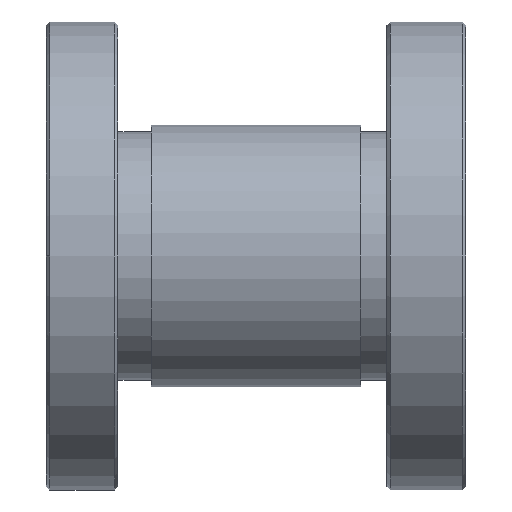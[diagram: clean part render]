
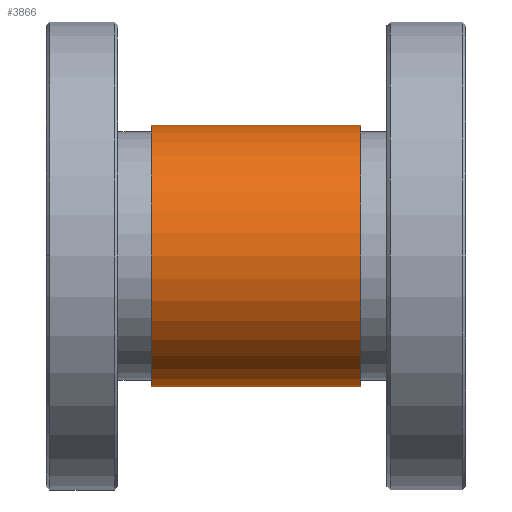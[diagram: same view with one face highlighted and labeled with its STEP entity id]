
A CAD part, left-side view. The second image highlights one B-rep face of the part: STEP entity #3866.
In plain terms, the highlighted cylindrical face has radius 31.75 mm (diameter 63.5 mm), a partial arc.
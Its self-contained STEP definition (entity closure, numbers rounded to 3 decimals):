
#6 = DIRECTION ( 'NONE',  ( 0., 0., 1. ) ) ;
#46 = AXIS2_PLACEMENT_3D ( 'NONE', #1330, #4096, #6 ) ;
#442 = CARTESIAN_POINT ( 'NONE',  ( 0., -19.841, 31.75 ) ) ;
#768 = CARTESIAN_POINT ( 'NONE',  ( 0., 30.959, 0. ) ) ;
#881 = VERTEX_POINT ( 'NONE', #3056 ) ;
#960 = AXIS2_PLACEMENT_3D ( 'NONE', #768, #3590, #1212 ) ;
#990 = CARTESIAN_POINT ( 'NONE',  ( 0., 30.959, -31.75 ) ) ;
#1031 = CIRCLE ( 'NONE', #5108, 31.75 ) ;
#1178 = LINE ( 'NONE', #4725, #3192 ) ;
#1212 = DIRECTION ( 'NONE',  ( 0., 0., 1. ) ) ;
#1330 = CARTESIAN_POINT ( 'NONE',  ( 0., 73.648, 0. ) ) ;
#1564 = EDGE_LOOP ( 'NONE', ( #2677, #4619, #5000, #2144 ) ) ;
#1571 = DIRECTION ( 'NONE',  ( 0., 1., 0. ) ) ;
#1618 = DIRECTION ( 'NONE',  ( 0., 1., 0. ) ) ;
#1967 = EDGE_CURVE ( 'NONE', #881, #3875, #1031, .T. ) ;
#1978 = EDGE_CURVE ( 'NONE', #2802, #4829, #3189, .T. ) ;
#2144 = ORIENTED_EDGE ( 'NONE', *, *, #1978, .F. ) ;
#2159 = CARTESIAN_POINT ( 'NONE',  ( 0., 30.959, 31.75 ) ) ;
#2175 = VECTOR ( 'NONE', #1571, 1000. ) ;
#2398 = DIRECTION ( 'NONE',  ( 0., 1., 0. ) ) ;
#2677 = ORIENTED_EDGE ( 'NONE', *, *, #5047, .F. ) ;
#2802 = VERTEX_POINT ( 'NONE', #990 ) ;
#3056 = CARTESIAN_POINT ( 'NONE',  ( 0., -19.841, -31.75 ) ) ;
#3058 = LINE ( 'NONE', #4343, #2175 ) ;
#3189 = CIRCLE ( 'NONE', #960, 31.75 ) ;
#3192 = VECTOR ( 'NONE', #2398, 1000. ) ;
#3590 = DIRECTION ( 'NONE',  ( 0., 1., 0. ) ) ;
#3866 = ADVANCED_FACE ( 'NONE', ( #5197 ), #4019, .T. ) ;
#3875 = VERTEX_POINT ( 'NONE', #442 ) ;
#3974 = CARTESIAN_POINT ( 'NONE',  ( 0., -19.841, 0. ) ) ;
#4019 = CYLINDRICAL_SURFACE ( 'NONE', #46, 31.75 ) ;
#4096 = DIRECTION ( 'NONE',  ( 0., 1., 0. ) ) ;
#4343 = CARTESIAN_POINT ( 'NONE',  ( 0., 73.648, 31.75 ) ) ;
#4382 = DIRECTION ( 'NONE',  ( 0., 0., 1. ) ) ;
#4619 = ORIENTED_EDGE ( 'NONE', *, *, #1967, .T. ) ;
#4725 = CARTESIAN_POINT ( 'NONE',  ( 0., 73.648, -31.75 ) ) ;
#4829 = VERTEX_POINT ( 'NONE', #2159 ) ;
#5000 = ORIENTED_EDGE ( 'NONE', *, *, #5071, .T. ) ;
#5047 = EDGE_CURVE ( 'NONE', #881, #2802, #1178, .T. ) ;
#5071 = EDGE_CURVE ( 'NONE', #3875, #4829, #3058, .T. ) ;
#5108 = AXIS2_PLACEMENT_3D ( 'NONE', #3974, #1618, #4382 ) ;
#5197 = FACE_OUTER_BOUND ( 'NONE', #1564, .T. ) ;
